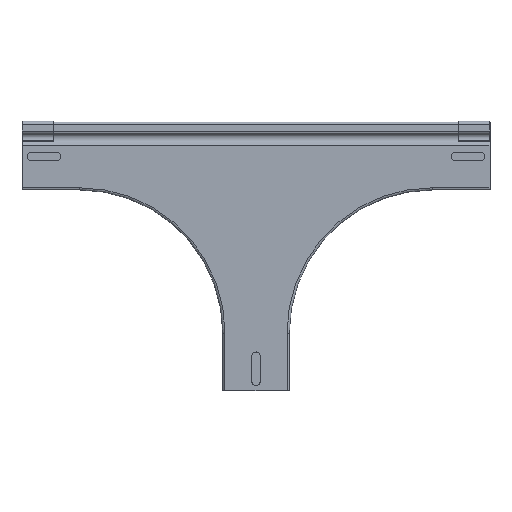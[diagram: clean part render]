
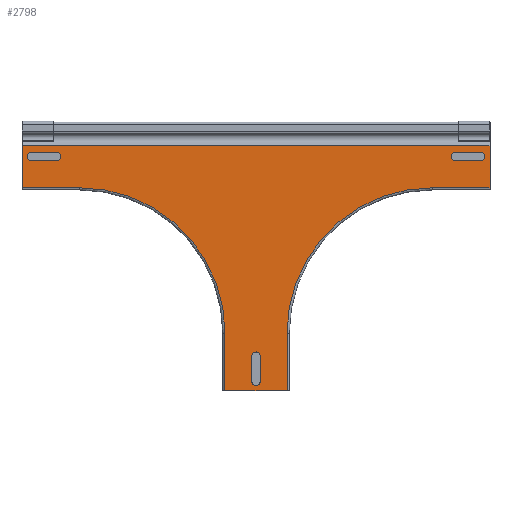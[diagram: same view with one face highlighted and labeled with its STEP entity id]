
A CAD part, front view. The second image highlights one B-rep face of the part: STEP entity #2798.
In plain terms, the highlighted planar face has unit normal (0, -1, 0).
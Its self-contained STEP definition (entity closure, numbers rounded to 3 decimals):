
#176=FACE_OUTER_BOUND('',#332,.T.);
#332=EDGE_LOOP('',(#2094,#2095,#2096,#2097,#2098,#2099,#2100,#2101,#2102,
#2103));
#463=LINE('',#4216,#731);
#467=LINE('',#4229,#735);
#469=LINE('',#4241,#737);
#504=LINE('',#4354,#772);
#529=LINE('',#4434,#797);
#530=LINE('',#4436,#798);
#531=LINE('',#4438,#799);
#532=LINE('',#4441,#800);
#731=VECTOR('',#3299,1.);
#735=VECTOR('',#3311,1.);
#737=VECTOR('',#3325,1.);
#772=VECTOR('',#3452,1.);
#797=VECTOR('',#3533,1.);
#798=VECTOR('',#3534,1.);
#799=VECTOR('',#3535,1.);
#800=VECTOR('',#3538,1.);
#1009=CIRCLE('',#2949,138.7);
#1047=CIRCLE('',#3026,138.7);
#1181=VERTEX_POINT('',#4213);
#1182=VERTEX_POINT('',#4215);
#1187=VERTEX_POINT('',#4226);
#1188=VERTEX_POINT('',#4231);
#1191=VERTEX_POINT('',#4238);
#1223=VERTEX_POINT('',#4353);
#1250=VERTEX_POINT('',#4433);
#1251=VERTEX_POINT('',#4435);
#1252=VERTEX_POINT('',#4437);
#1253=VERTEX_POINT('',#4439);
#1477=EDGE_CURVE('',#1181,#1182,#463,.T.);
#1484=EDGE_CURVE('',#1187,#1182,#467,.T.);
#1487=EDGE_CURVE('',#1187,#1188,#1009,.T.);
#1490=EDGE_CURVE('',#1188,#1191,#469,.T.);
#1546=EDGE_CURVE('',#1191,#1223,#504,.T.);
#1586=EDGE_CURVE('',#1181,#1250,#529,.T.);
#1587=EDGE_CURVE('',#1250,#1251,#530,.T.);
#1588=EDGE_CURVE('',#1252,#1251,#531,.T.);
#1589=EDGE_CURVE('',#1252,#1253,#1047,.T.);
#1590=EDGE_CURVE('',#1253,#1223,#532,.T.);
#2094=ORIENTED_EDGE('',*,*,#1586,.T.);
#2095=ORIENTED_EDGE('',*,*,#1587,.T.);
#2096=ORIENTED_EDGE('',*,*,#1588,.F.);
#2097=ORIENTED_EDGE('',*,*,#1589,.T.);
#2098=ORIENTED_EDGE('',*,*,#1590,.T.);
#2099=ORIENTED_EDGE('',*,*,#1546,.F.);
#2100=ORIENTED_EDGE('',*,*,#1490,.F.);
#2101=ORIENTED_EDGE('',*,*,#1487,.F.);
#2102=ORIENTED_EDGE('',*,*,#1484,.T.);
#2103=ORIENTED_EDGE('',*,*,#1477,.F.);
#2689=PLANE('',#3025);
#2798=ADVANCED_FACE('',(#176),#2689,.T.);
#2949=AXIS2_PLACEMENT_3D('',#4235,#3318,#3319);
#3025=AXIS2_PLACEMENT_3D('',#4432,#3531,#3532);
#3026=AXIS2_PLACEMENT_3D('',#4440,#3536,#3537);
#3299=DIRECTION('',(0.,0.,-1.));
#3311=DIRECTION('',(1.,0.,0.));
#3318=DIRECTION('center_axis',(0.,-1.,0.));
#3319=DIRECTION('ref_axis',(0.,0.,1.));
#3325=DIRECTION('',(0.,0.,-1.));
#3452=DIRECTION('',(-1.,0.,0.));
#3531=DIRECTION('center_axis',(0.,-1.,0.));
#3532=DIRECTION('ref_axis',(0.,0.,-1.));
#3533=DIRECTION('',(-1.,0.,0.));
#3534=DIRECTION('',(0.,0.,-1.));
#3535=DIRECTION('',(-1.,0.,0.));
#3536=DIRECTION('center_axis',(0.,1.,0.));
#3537=DIRECTION('ref_axis',(0.,0.,1.));
#3538=DIRECTION('',(0.,0.,-1.));
#4213=CARTESIAN_POINT('',(272.439,12.578,217.954));
#4215=CARTESIAN_POINT('',(272.439,12.578,177.647));
#4216=CARTESIAN_POINT('',(272.439,12.578,187.608));
#4226=CARTESIAN_POINT('',(217.439,12.578,177.647));
#4229=CARTESIAN_POINT('',(217.439,12.578,177.647));
#4231=CARTESIAN_POINT('',(78.739,12.578,38.947));
#4235=CARTESIAN_POINT('Origin',(217.439,12.578,38.947));
#4238=CARTESIAN_POINT('',(78.739,12.578,-16.053));
#4241=CARTESIAN_POINT('',(78.739,12.578,38.947));
#4353=CARTESIAN_POINT('',(19.536,12.578,-16.053));
#4354=CARTESIAN_POINT('',(78.739,12.578,-16.053));
#4432=CARTESIAN_POINT('Origin',(-119.164,12.578,217.954));
#4433=CARTESIAN_POINT('',(-174.164,12.578,217.954));
#4434=CARTESIAN_POINT('',(-119.864,12.578,217.954));
#4435=CARTESIAN_POINT('',(-174.164,12.578,177.647));
#4436=CARTESIAN_POINT('',(-174.164,12.578,187.608));
#4437=CARTESIAN_POINT('',(-119.164,12.578,177.647));
#4438=CARTESIAN_POINT('',(-119.164,12.578,177.647));
#4439=CARTESIAN_POINT('',(19.536,12.578,38.947));
#4440=CARTESIAN_POINT('Origin',(-119.164,12.578,38.947));
#4441=CARTESIAN_POINT('',(19.536,12.578,38.947));
